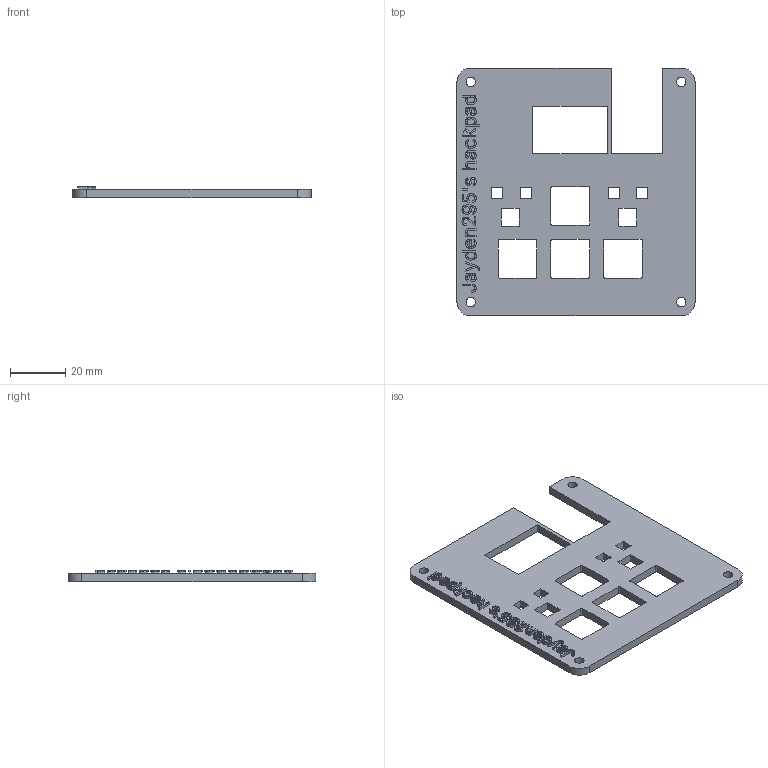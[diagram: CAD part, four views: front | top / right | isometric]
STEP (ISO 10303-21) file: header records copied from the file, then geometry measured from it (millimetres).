
FILE_DESCRIPTION(('FreeCAD Model'),'2;1');
FILE_NAME('Open CASCADE Shape Model','2025-02-16T11:58:09',(''),(''), 'Open CASCADE STEP processor 7.6','FreeCAD','Unknown');
FILE_SCHEMA(('AUTOMOTIVE_DESIGN { 1 0 10303 214 1 1 1 1 }'));
Length unit declared in the file: millimetre
Products named in the file (3): wasdup_plate; Extrude; Body
Assembly tree (2 placements, depth 2):
  wasdup_plate
    Extrude
    Body
Bounding box: 86 x 89.5 x 4 mm (x, y, z)
Volume: 17121.4 mm3; surface area: 14558.3 mm2
Topology: 20 solids, 20 shells, 647 faces, 1813 edges, 1198 vertices
Faces by surface type: extrusion 396, plane 227, cylinder 24
Full cylindrical faces by diameter (mm): 3.4 x4
Entity records: 21511 total; most frequent: CARTESIAN_POINT 6037, ORIENTED_EDGE 3642, DIRECTION 1973, EDGE_CURVE 1813, VECTOR 1369, VERTEX_POINT 1198, B_SPLINE_CURVE_WITH_KNOTS 1188, LINE 973
